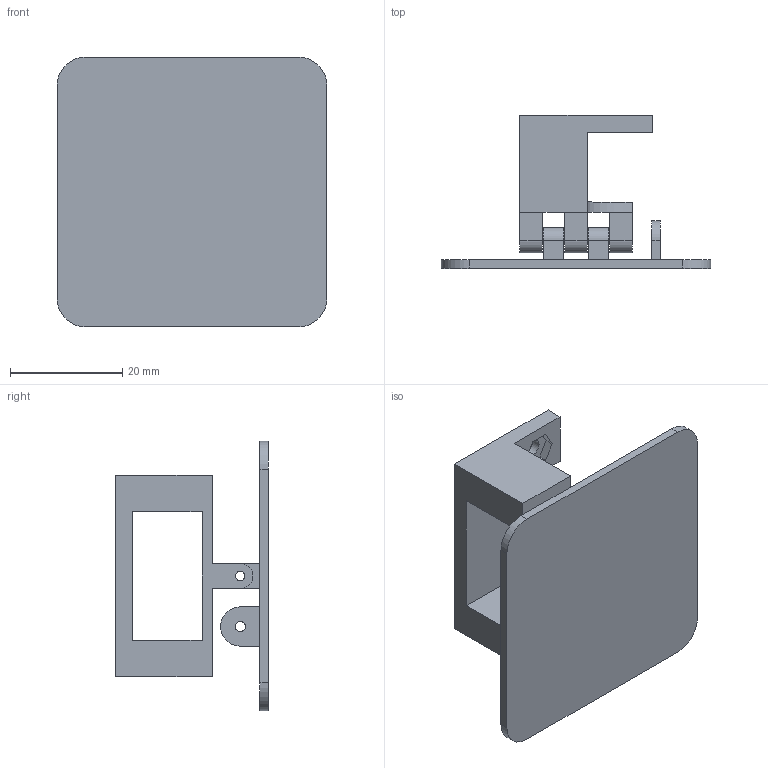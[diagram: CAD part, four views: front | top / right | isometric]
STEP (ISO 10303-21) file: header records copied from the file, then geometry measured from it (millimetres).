
FILE_DESCRIPTION(/* description */ (''),/* implementation_level */ '2;1');
FILE_NAME(/* name */ 'Mirror v81.stp',/* time_stamp */ '2022-09-22T11:56:05+02:00',/* author */ (''),/* organization */ (''),/* preprocessor_version */ 'ST-DEVELOPER v19',/* originating_system */ 'Autodesk Translation Framework v11.7.0.108',/* authorisation */ '');
FILE_SCHEMA (('AUTOMOTIVE_DESIGN { 1 0 10303 214 3 1 1 }'));
Length unit declared in the file: millimetre
Products named in the file (3): Mirror; Rocker; Servo Clamp
Assembly tree (2 placements, depth 2):
  Mirror
    Rocker
    Servo Clamp
Bounding box: 48 x 27.2 x 48 mm (x, y, z)
Volume: 8317.9 mm3; surface area: 9243.8 mm2
Topology: 2 solids, 2 shells, 87 faces, 226 edges, 150 vertices
Faces by surface type: plane 65, cylinder 22
Full cylindrical faces by diameter (mm): 1.65 x5, 1.7 x2, 1.8 x1, 3 x2
Entity records: 2776 total; most frequent: CARTESIAN_POINT 468, DIRECTION 454, ORIENTED_EDGE 452, EDGE_CURVE 226, LINE 182, VECTOR 182, VERTEX_POINT 150, AXIS2_PLACEMENT_3D 136
